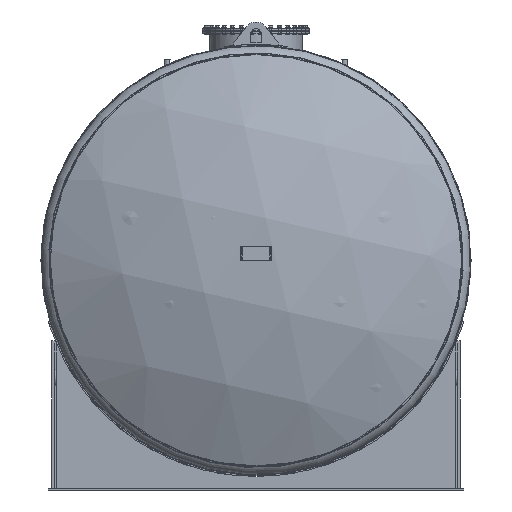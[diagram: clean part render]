
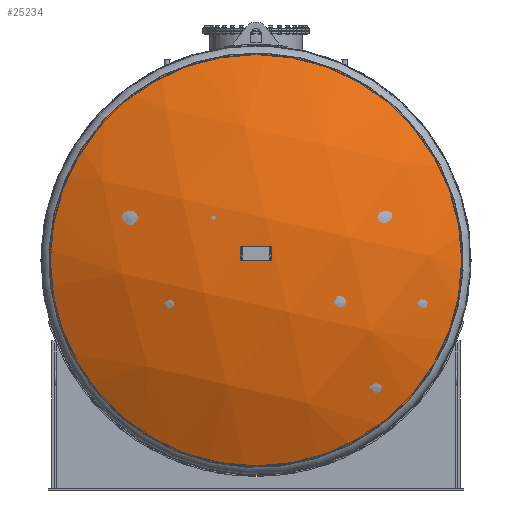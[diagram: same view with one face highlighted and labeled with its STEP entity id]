
A CAD part, left-side view. The second image highlights one B-rep face of the part: STEP entity #25234.
In plain terms, the highlighted spherical face has radius 2915 mm.
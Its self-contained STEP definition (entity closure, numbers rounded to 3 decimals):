
#1581=SPHERICAL_SURFACE('',#27256,2915.);
#2042=FACE_OUTER_BOUND('',#3681,.T.);
#3681=EDGE_LOOP('',(#16165));
#5589=CIRCLE('',#27254,1402.06);
#9996=VERTEX_POINT('',#37787);
#12339=EDGE_CURVE('',#9996,#9996,#5589,.T.);
#16165=ORIENTED_EDGE('',*,*,#12339,.T.);
#25234=ADVANCED_FACE('',(#2042),#1581,.T.);
#27254=AXIS2_PLACEMENT_3D('',#37788,#30342,#30343);
#27256=AXIS2_PLACEMENT_3D('',#37790,#30346,#30347);
#30342=DIRECTION('center_axis',(-1.,0.,0.));
#30343=DIRECTION('ref_axis',(0.,-0.974,-0.224));
#30346=DIRECTION('center_axis',(0.,-0.224,
0.974));
#30347=DIRECTION('ref_axis',(0.,-0.974,-0.224));
#37787=CARTESIAN_POINT('',(-4460.927,-314.69,1366.288));
#37788=CARTESIAN_POINT('Origin',(-4460.927,0.,
0.));
#37790=CARTESIAN_POINT('Origin',(-1905.256,0.,
0.));
